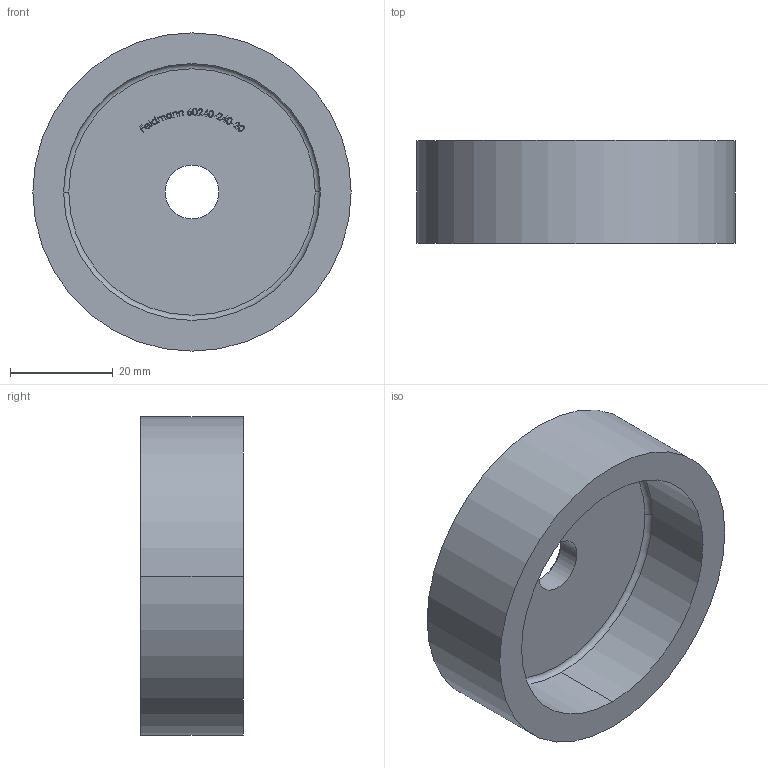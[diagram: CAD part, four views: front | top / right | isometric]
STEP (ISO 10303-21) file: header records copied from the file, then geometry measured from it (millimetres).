
FILE_DESCRIPTION (( 'STEP AP203' ), '1' );
FILE_NAME ('60240-240-20.step', '2020-10-27T12:54:32', ( '' ), ( '' ), 'SwSTEP 2.0', 'SolidWorks 2018', '' );
FILE_SCHEMA (( 'CONFIG_CONTROL_DESIGN' ));
Length unit declared in the file: millimetre
Products named in the file (2): 60240-240-20
Bounding box: 62 x 20 x 62 mm (x, y, z)
Volume: 30524.5 mm3; surface area: 12215.7 mm2
Topology: 1 solids, 1 shells, 263 faces, 688 edges, 458 vertices
Faces by surface type: plane 142, bspline 111, cylinder 6, torus 2, cone 2
Entity records: 14947 total; most frequent: CARTESIAN_POINT 9050, ORIENTED_EDGE 1376, DIRECTION 794, EDGE_CURVE 688, VERTEX_POINT 458, VECTOR 446, LINE 446, EDGE_LOOP 296
